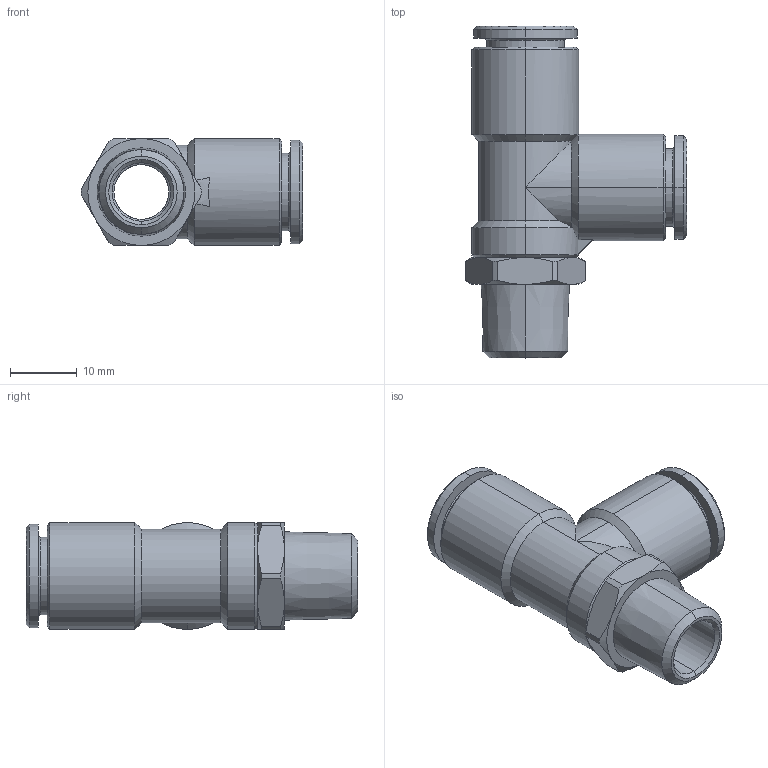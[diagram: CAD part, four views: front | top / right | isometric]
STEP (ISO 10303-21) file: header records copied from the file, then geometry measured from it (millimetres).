
FILE_DESCRIPTION (( 'STEP AP203' ), '1' );
FILE_NAME ('B0130052.STEP', '2011-04-11T13:46:56', ( 'Flavio' ), ( '' ), 'SwSTEP 2.0', 'SolidWorks 2009', '' );
FILE_SCHEMA (( 'CONFIG_CONTROL_DESIGN' ));
Length unit declared in the file: millimetre
Products named in the file (1): B0130052
Bounding box: 33.15 x 49.65 x 16 mm (x, y, z)
Volume: 7069.2 mm3; surface area: 5898.7 mm2
Topology: 1 solids, 3 shells, 130 faces, 293 edges, 178 vertices
Faces by surface type: cylinder 52, cone 47, plane 31
Entity records: 3847 total; most frequent: CARTESIAN_POINT 885, DIRECTION 628, ORIENTED_EDGE 586, EDGE_CURVE 293, AXIS2_PLACEMENT_3D 262, VERTEX_POINT 178, EDGE_LOOP 143, CIRCLE 131
